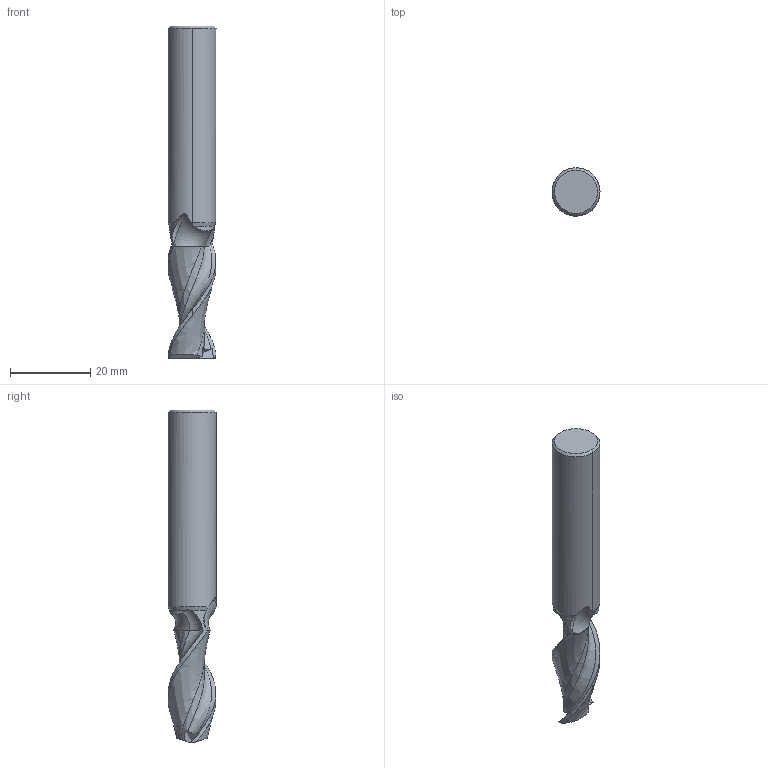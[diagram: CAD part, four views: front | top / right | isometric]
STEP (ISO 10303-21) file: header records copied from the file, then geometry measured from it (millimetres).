
FILE_DESCRIPTION(('no description'),'unknown implementation level');
FILE_NAME('EXN1-M01-0043-12-Detail.stp',' ',('CIMSOURCE GmbH'),('CADClick - KiM GmbH - www.kimweb.de'),'unknown preprocess','ACIS','unknown authorization');
FILE_SCHEMA(('automotive_design'));
Length unit declared in the file: millimetre
Products named in the file (2): NOCUT; CUT
Bounding box: 12 x 12 x 83 mm (x, y, z)
Volume: 7417.8 mm3; surface area: 3222.9 mm2
Topology: 2 solids, 2 shells, 63 faces, 174 edges, 111 vertices
Faces by surface type: plane 17, bspline 16, cone 14, revolution 10, cylinder 6
Entity records: 10662 total; most frequent: CARTESIAN_POINT 7326, STYLED_ITEM 346, PRESENTATION_STYLE_ASSIGNMENT 346, COLOUR_RGB 346, ORIENTED_EDGE 340, DIRECTION 206, EDGE_CURVE 170, CURVE_STYLE 170
